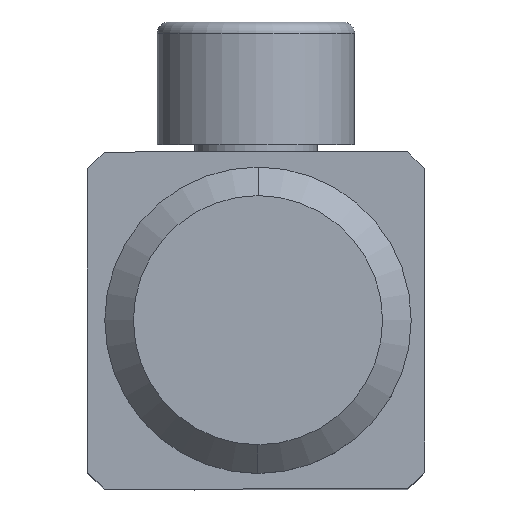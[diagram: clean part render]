
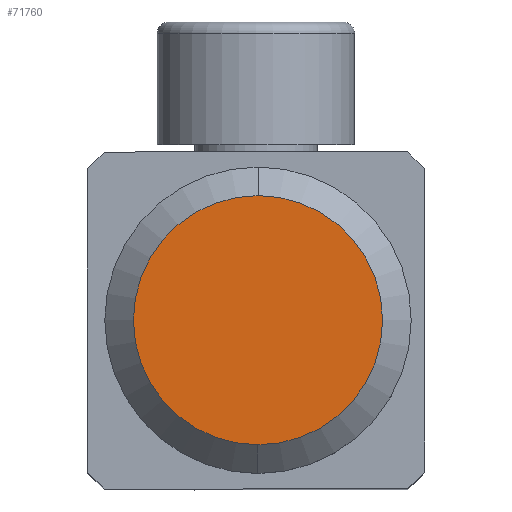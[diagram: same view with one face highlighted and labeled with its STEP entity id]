
A CAD part, top view. The second image highlights one B-rep face of the part: STEP entity #71760.
In plain terms, the highlighted face is planar.
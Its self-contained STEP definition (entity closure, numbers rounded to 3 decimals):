
#71110=CARTESIAN_POINT('',(0.,-8.,
-4.5));
#71120=VERTEX_POINT('',#71110);
#71170=CARTESIAN_POINT('',(0.,0.131,
-4.5));
#71180=DIRECTION('',(0.,0.,1.));
#71190=DIRECTION('',(0.,1.,0.));
#71200=AXIS2_PLACEMENT_3D('',#71170,#71180,#71190);
#71210=CIRCLE('',#71200,8.131);
#71220=CARTESIAN_POINT('',(0.,8.262,
-4.5));
#71230=VERTEX_POINT('',#71220);
#71240=EDGE_CURVE('',#71230,#71120,#71210,.T.);
#71660=CARTESIAN_POINT('',(0.,-3.831,
-4.5));
#71670=DIRECTION('',(0.,0.,1.));
#71680=DIRECTION('',(0.,1.,0.));
#71690=AXIS2_PLACEMENT_3D('',#71660,#71670,#71680);
#71700=PLANE('',#71690);
#71710=EDGE_CURVE('',#71120,#71230,#71210,.T.);
#71720=ORIENTED_EDGE('',*,*,#71710,.F.);
#71730=ORIENTED_EDGE('',*,*,#71240,.F.);
#71740=EDGE_LOOP('',(#71730,#71720));
#71750=FACE_OUTER_BOUND('',#71740,.T.);
#71760=ADVANCED_FACE('',(#71750),#71700,.F.);
